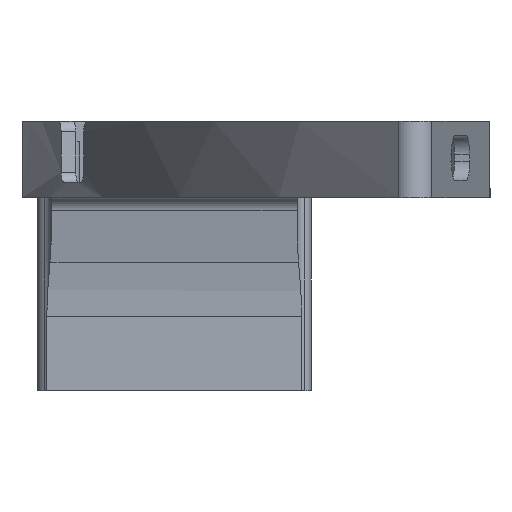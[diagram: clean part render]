
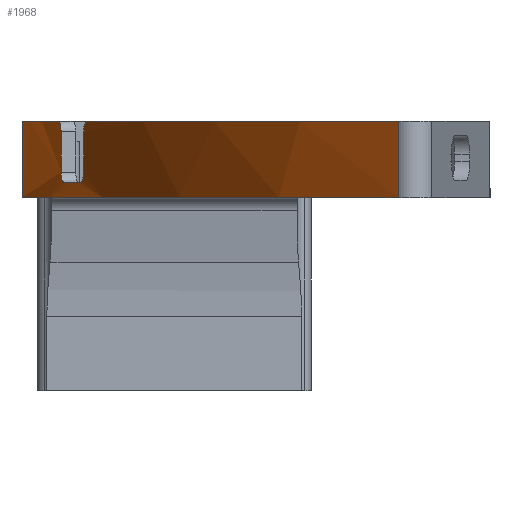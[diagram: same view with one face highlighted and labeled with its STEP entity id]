
A CAD part, left-side view. The second image highlights one B-rep face of the part: STEP entity #1968.
In plain terms, the highlighted cylindrical face has radius 116.43 mm (diameter 232.86 mm), a partial arc.
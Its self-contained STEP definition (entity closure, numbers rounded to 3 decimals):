
#100=B_SPLINE_CURVE_WITH_KNOTS('',3,(#2920,#2921,#2922,#2923,#2924,#2925,
#2926,#2927,#2928,#2929),.UNSPECIFIED.,.F.,.F.,(4,2,2,2,4),(0.603,
0.64,0.678,0.716,0.753),
 .UNSPECIFIED.);
#102=B_SPLINE_CURVE_WITH_KNOTS('',3,(#2994,#2995,#2996,#2997,#2998,#2999,
#3000,#3001,#3002,#3003),.UNSPECIFIED.,.F.,.F.,(4,2,2,2,4),(0.151,
0.188,0.226,0.264,0.301),
 .UNSPECIFIED.);
#103=B_SPLINE_CURVE_WITH_KNOTS('',3,(#3007,#3008,#3009,#3010,#3011,#3012,
#3013,#3014,#3015,#3016),.UNSPECIFIED.,.F.,.F.,(4,2,2,2,4),(0.301,
0.339,0.377,0.414,0.452),
 .UNSPECIFIED.);
#104=B_SPLINE_CURVE_WITH_KNOTS('',3,(#3019,#3020,#3021,#3022,#3023,#3024,
#3025,#3026,#3027,#3028),.UNSPECIFIED.,.F.,.F.,(4,2,2,2,4),(0.452,
0.49,0.527,0.565,0.603),
 .UNSPECIFIED.);
#125=FACE_OUTER_BOUND('',#235,.T.);
#235=EDGE_LOOP('',(#1368,#1369,#1370,#1371,#1372,#1373,#1374,#1375,#1376,
#1377,#1378,#1379));
#379=LINE('',#2992,#565);
#380=LINE('',#3018,#566);
#381=LINE('',#3030,#567);
#382=LINE('',#3033,#568);
#565=VECTOR('',#2366,10.);
#566=VECTOR('',#2369,10.);
#567=VECTOR('',#2370,10.);
#568=VECTOR('',#2373,10.);
#738=CIRCLE('',#2100,116.43);
#744=CIRCLE('',#2106,116.43);
#752=CIRCLE('',#2115,116.43);
#753=CIRCLE('',#2116,116.43);
#836=VERTEX_POINT('',#2918);
#837=VERTEX_POINT('',#2919);
#840=VERTEX_POINT('',#2945);
#849=VERTEX_POINT('',#2963);
#850=VERTEX_POINT('',#2965);
#862=VERTEX_POINT('',#2991);
#863=VERTEX_POINT('',#2993);
#864=VERTEX_POINT('',#3004);
#865=VERTEX_POINT('',#3006);
#866=VERTEX_POINT('',#3017);
#867=VERTEX_POINT('',#3029);
#868=VERTEX_POINT('',#3031);
#1038=EDGE_CURVE('',#836,#837,#100,.T.);
#1042=EDGE_CURVE('',#837,#840,#738,.T.);
#1052=EDGE_CURVE('',#849,#850,#744,.T.);
#1065=EDGE_CURVE('',#836,#862,#379,.T.);
#1066=EDGE_CURVE('',#863,#862,#102,.T.);
#1067=EDGE_CURVE('',#863,#864,#752,.T.);
#1068=EDGE_CURVE('',#865,#864,#103,.T.);
#1069=EDGE_CURVE('',#865,#866,#380,.T.);
#1070=EDGE_CURVE('',#850,#866,#104,.T.);
#1071=EDGE_CURVE('',#849,#867,#381,.T.);
#1072=EDGE_CURVE('',#868,#867,#753,.T.);
#1073=EDGE_CURVE('',#840,#868,#382,.T.);
#1368=ORIENTED_EDGE('',*,*,#1038,.F.);
#1369=ORIENTED_EDGE('',*,*,#1065,.T.);
#1370=ORIENTED_EDGE('',*,*,#1066,.F.);
#1371=ORIENTED_EDGE('',*,*,#1067,.T.);
#1372=ORIENTED_EDGE('',*,*,#1068,.F.);
#1373=ORIENTED_EDGE('',*,*,#1069,.T.);
#1374=ORIENTED_EDGE('',*,*,#1070,.F.);
#1375=ORIENTED_EDGE('',*,*,#1052,.F.);
#1376=ORIENTED_EDGE('',*,*,#1071,.T.);
#1377=ORIENTED_EDGE('',*,*,#1072,.F.);
#1378=ORIENTED_EDGE('',*,*,#1073,.F.);
#1379=ORIENTED_EDGE('',*,*,#1042,.F.);
#1917=CYLINDRICAL_SURFACE('',#2114,116.43);
#1968=ADVANCED_FACE('',(#125),#1917,.T.);
#2100=AXIS2_PLACEMENT_3D('',#2946,#2327,#2328);
#2106=AXIS2_PLACEMENT_3D('',#2966,#2343,#2344);
#2114=AXIS2_PLACEMENT_3D('',#2990,#2364,#2365);
#2115=AXIS2_PLACEMENT_3D('',#3005,#2367,#2368);
#2116=AXIS2_PLACEMENT_3D('',#3032,#2371,#2372);
#2327=DIRECTION('center_axis',(0.,0.,1.));
#2328=DIRECTION('ref_axis',(-0.086,0.996,0.));
#2343=DIRECTION('center_axis',(0.,0.,1.));
#2344=DIRECTION('ref_axis',(-0.086,0.996,0.));
#2364=DIRECTION('center_axis',(0.,0.,-1.));
#2365=DIRECTION('ref_axis',(-0.086,0.996,0.));
#2366=DIRECTION('',(0.,0.,-1.));
#2367=DIRECTION('center_axis',(0.,0.,-1.));
#2368=DIRECTION('ref_axis',(-0.086,0.996,0.));
#2369=DIRECTION('',(0.,0.,1.));
#2370=DIRECTION('',(0.,0.,-1.));
#2371=DIRECTION('center_axis',(0.,0.,-1.));
#2372=DIRECTION('ref_axis',(-0.086,0.996,0.));
#2373=DIRECTION('',(0.,0.,-1.));
#2918=CARTESIAN_POINT('',(-28.34,-6.063,5.));
#2919=CARTESIAN_POINT('',(-29.283,-6.397,6.));
#2920=CARTESIAN_POINT('Ctrl Pts',(-28.34,-6.063,5.));
#2921=CARTESIAN_POINT('Ctrl Pts',(-28.34,-6.063,5.126));
#2922=CARTESIAN_POINT('Ctrl Pts',(-28.363,-6.072,5.259));
#2923=CARTESIAN_POINT('Ctrl Pts',(-28.46,-6.105,5.506));
#2924=CARTESIAN_POINT('Ctrl Pts',(-28.532,-6.131,5.618));
#2925=CARTESIAN_POINT('Ctrl Pts',(-28.7,-6.19,5.796));
#2926=CARTESIAN_POINT('Ctrl Pts',(-28.806,-6.227,5.873));
#2927=CARTESIAN_POINT('Ctrl Pts',(-29.038,-6.309,5.975));
#2928=CARTESIAN_POINT('Ctrl Pts',(-29.165,-6.354,6.));
#2929=CARTESIAN_POINT('Ctrl Pts',(-29.283,-6.397,6.));
#2945=CARTESIAN_POINT('',(-75.567,-37.042,6.));
#2946=CARTESIAN_POINT('Origin',(10.,-116.,6.));
#2963=CARTESIAN_POINT('',(0.,0.,6.));
#2965=CARTESIAN_POINT('',(-20.323,-3.588,6.));
#2966=CARTESIAN_POINT('Origin',(10.,-116.,6.));
#2990=CARTESIAN_POINT('Origin',(10.,-116.,0.));
#2991=CARTESIAN_POINT('',(-28.34,-6.063,1.));
#2992=CARTESIAN_POINT('',(-28.34,-6.063,0.));
#2993=CARTESIAN_POINT('',(-27.394,-5.738,0.));
#2994=CARTESIAN_POINT('Ctrl Pts',(-27.394,-5.738,0.));
#2995=CARTESIAN_POINT('Ctrl Pts',(-27.513,-5.778,0.));
#2996=CARTESIAN_POINT('Ctrl Pts',(-27.639,-5.822,0.025));
#2997=CARTESIAN_POINT('Ctrl Pts',(-27.873,-5.902,0.127));
#2998=CARTESIAN_POINT('Ctrl Pts',(-27.979,-5.938,0.204));
#2999=CARTESIAN_POINT('Ctrl Pts',(-28.147,-5.996,0.382));
#3000=CARTESIAN_POINT('Ctrl Pts',(-28.22,-6.022,0.494));
#3001=CARTESIAN_POINT('Ctrl Pts',(-28.316,-6.055,0.741));
#3002=CARTESIAN_POINT('Ctrl Pts',(-28.34,-6.063,0.874));
#3003=CARTESIAN_POINT('Ctrl Pts',(-28.34,-6.063,1.));
#3004=CARTESIAN_POINT('',(-22.249,-4.125,0.));
#3005=CARTESIAN_POINT('Origin',(10.,-116.,0.));
#3006=CARTESIAN_POINT('',(-21.287,-3.852,1.));
#3007=CARTESIAN_POINT('Ctrl Pts',(-21.287,-3.852,1.));
#3008=CARTESIAN_POINT('Ctrl Pts',(-21.287,-3.852,0.874));
#3009=CARTESIAN_POINT('Ctrl Pts',(-21.311,-3.859,0.741));
#3010=CARTESIAN_POINT('Ctrl Pts',(-21.41,-3.886,0.494));
#3011=CARTESIAN_POINT('Ctrl Pts',(-21.484,-3.907,0.382));
#3012=CARTESIAN_POINT('Ctrl Pts',(-21.655,-3.955,0.204));
#3013=CARTESIAN_POINT('Ctrl Pts',(-21.763,-3.986,0.127));
#3014=CARTESIAN_POINT('Ctrl Pts',(-22.,-4.053,0.025));
#3015=CARTESIAN_POINT('Ctrl Pts',(-22.129,-4.09,0.));
#3016=CARTESIAN_POINT('Ctrl Pts',(-22.249,-4.125,0.));
#3017=CARTESIAN_POINT('',(-21.287,-3.852,5.));
#3018=CARTESIAN_POINT('',(-21.287,-3.852,0.));
#3019=CARTESIAN_POINT('Ctrl Pts',(-20.323,-3.588,6.));
#3020=CARTESIAN_POINT('Ctrl Pts',(-20.444,-3.62,6.));
#3021=CARTESIAN_POINT('Ctrl Pts',(-20.573,-3.655,5.975));
#3022=CARTESIAN_POINT('Ctrl Pts',(-20.811,-3.72,5.873));
#3023=CARTESIAN_POINT('Ctrl Pts',(-20.919,-3.75,5.796));
#3024=CARTESIAN_POINT('Ctrl Pts',(-21.09,-3.798,5.618));
#3025=CARTESIAN_POINT('Ctrl Pts',(-21.165,-3.818,5.506));
#3026=CARTESIAN_POINT('Ctrl Pts',(-21.263,-3.845,5.259));
#3027=CARTESIAN_POINT('Ctrl Pts',(-21.287,-3.852,5.126));
#3028=CARTESIAN_POINT('Ctrl Pts',(-21.287,-3.852,5.));
#3029=CARTESIAN_POINT('',(0.,0.,-1.5));
#3030=CARTESIAN_POINT('',(0.,0.,0.));
#3031=CARTESIAN_POINT('',(-75.567,-37.042,-1.5));
#3032=CARTESIAN_POINT('Origin',(10.,-116.,-1.5));
#3033=CARTESIAN_POINT('',(-75.567,-37.042,0.));
